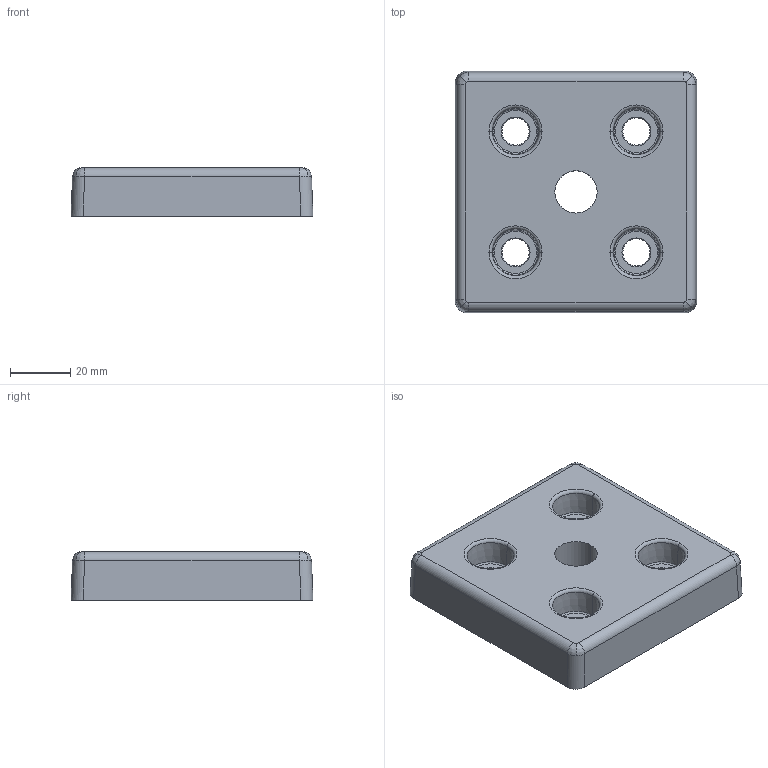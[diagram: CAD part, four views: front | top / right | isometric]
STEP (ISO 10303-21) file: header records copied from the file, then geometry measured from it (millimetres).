
FILE_DESCRIPTION (( 'STEP AP203' ), '1' );
FILE_NAME ('_093T80801608S.step', '2022-03-18T14:20:03', ( '' ), ( '' ), 'SwSTEP 2.0', 'SolidWorks 2021', '' );
FILE_SCHEMA (( 'CONFIG_CONTROL_DESIGN' ));
Length unit declared in the file: millimetre
Products named in the file (1): _093T80801608S
Bounding box: 80 x 80 x 16 mm (x, y, z)
Volume: 58120.5 mm3; surface area: 28282.9 mm2
Topology: 1 solids, 1 shells, 394 faces, 858 edges, 470 vertices
Faces by surface type: bspline 96, cylinder 94, torus 64, plane 50, sphere 46, cone 44
Entity records: 12767 total; most frequent: CARTESIAN_POINT 4731, ORIENTED_EDGE 1700, DIRECTION 1684, EDGE_CURVE 850, AXIS2_PLACEMENT_3D 735, VERTEX_POINT 470, CIRCLE 436, EDGE_LOOP 416
